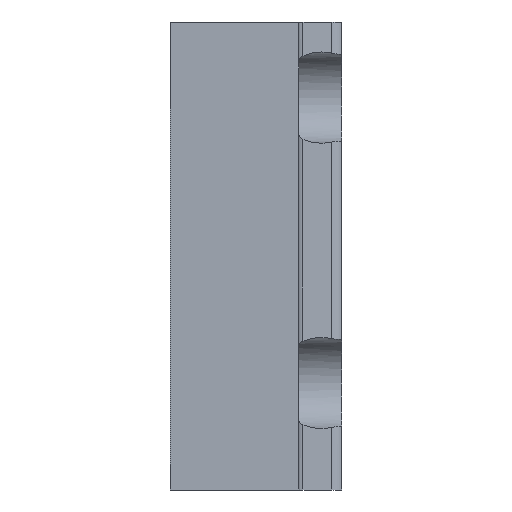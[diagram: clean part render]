
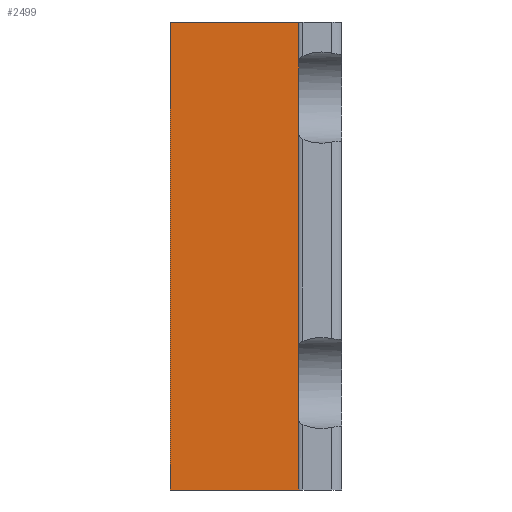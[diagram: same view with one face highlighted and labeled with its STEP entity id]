
A CAD part, left-side view. The second image highlights one B-rep face of the part: STEP entity #2499.
In plain terms, the highlighted planar face has unit normal (-1, 0, 0).
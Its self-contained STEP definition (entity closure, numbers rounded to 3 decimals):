
#22 = VERTEX_POINT('',#23);
#23 = CARTESIAN_POINT('',(-12.,0.,-0.2));
#32 = PLANE('',#33);
#33 = AXIS2_PLACEMENT_3D('',#34,#35,#36);
#34 = CARTESIAN_POINT('',(-12.,0.,-0.2));
#35 = DIRECTION('',(0.,0.,1.));
#36 = DIRECTION('',(1.,0.,0.));
#44 = PLANE('',#45);
#45 = AXIS2_PLACEMENT_3D('',#46,#47,#48);
#46 = CARTESIAN_POINT('',(-12.,0.,-0.2));
#47 = DIRECTION('',(0.,-1.,0.));
#48 = DIRECTION('',(0.,0.,-1.));
#56 = EDGE_CURVE('',#22,#57,#59,.T.);
#57 = VERTEX_POINT('',#58);
#58 = CARTESIAN_POINT('',(-12.,-9.,-0.2));
#59 = SURFACE_CURVE('',#60,(#64,#71),.PCURVE_S1.);
#60 = LINE('',#61,#62);
#61 = CARTESIAN_POINT('',(-12.,0.,-0.2));
#62 = VECTOR('',#63,1.);
#63 = DIRECTION('',(0.,-1.,0.));
#64 = PCURVE('',#32,#65);
#65 = DEFINITIONAL_REPRESENTATION('',(#66),#70);
#66 = LINE('',#67,#68);
#67 = CARTESIAN_POINT('',(0.,0.));
#68 = VECTOR('',#69,1.);
#69 = DIRECTION('',(0.,-1.));
#70 = ( GEOMETRIC_REPRESENTATION_CONTEXT(2) 
PARAMETRIC_REPRESENTATION_CONTEXT() REPRESENTATION_CONTEXT('2D SPACE',''
  ) );
#71 = PCURVE('',#72,#77);
#72 = PLANE('',#73);
#73 = AXIS2_PLACEMENT_3D('',#74,#75,#76);
#74 = CARTESIAN_POINT('',(-12.,0.,-33.));
#75 = DIRECTION('',(-1.,0.,0.));
#76 = DIRECTION('',(0.,0.,1.));
#77 = DEFINITIONAL_REPRESENTATION('',(#78),#82);
#78 = LINE('',#79,#80);
#79 = CARTESIAN_POINT('',(32.8,0.));
#80 = VECTOR('',#81,1.);
#81 = DIRECTION('',(0.,-1.));
#82 = ( GEOMETRIC_REPRESENTATION_CONTEXT(2) 
PARAMETRIC_REPRESENTATION_CONTEXT() REPRESENTATION_CONTEXT('2D SPACE',''
  ) );
#101 = CYLINDRICAL_SURFACE('',#102,1.);
#102 = AXIS2_PLACEMENT_3D('',#103,#104,#105);
#103 = CARTESIAN_POINT('',(-12.,-10.,-0.2));
#104 = DIRECTION('',(0.,0.,1.));
#105 = DIRECTION('',(-1.,0.,0.));
#375 = EDGE_CURVE('',#376,#22,#378,.T.);
#376 = VERTEX_POINT('',#377);
#377 = CARTESIAN_POINT('',(-12.,0.,-33.));
#378 = SURFACE_CURVE('',#379,(#383,#390),.PCURVE_S1.);
#379 = LINE('',#380,#381);
#380 = CARTESIAN_POINT('',(-12.,0.,-33.));
#381 = VECTOR('',#382,1.);
#382 = DIRECTION('',(0.,0.,1.));
#383 = PCURVE('',#44,#384);
#384 = DEFINITIONAL_REPRESENTATION('',(#385),#389);
#385 = LINE('',#386,#387);
#386 = CARTESIAN_POINT('',(32.8,0.));
#387 = VECTOR('',#388,1.);
#388 = DIRECTION('',(-1.,0.));
#389 = ( GEOMETRIC_REPRESENTATION_CONTEXT(2) 
PARAMETRIC_REPRESENTATION_CONTEXT() REPRESENTATION_CONTEXT('2D SPACE',''
  ) );
#390 = PCURVE('',#72,#391);
#391 = DEFINITIONAL_REPRESENTATION('',(#392),#396);
#392 = LINE('',#393,#394);
#393 = CARTESIAN_POINT('',(0.,-0.));
#394 = VECTOR('',#395,1.);
#395 = DIRECTION('',(1.,0.));
#396 = ( GEOMETRIC_REPRESENTATION_CONTEXT(2) 
PARAMETRIC_REPRESENTATION_CONTEXT() REPRESENTATION_CONTEXT('2D SPACE',''
  ) );
#414 = PLANE('',#415);
#415 = AXIS2_PLACEMENT_3D('',#416,#417,#418);
#416 = CARTESIAN_POINT('',(12.,0.,-33.));
#417 = DIRECTION('',(0.,0.,-1.));
#418 = DIRECTION('',(-1.,0.,0.));
#2379 = VERTEX_POINT('',#2380);
#2380 = CARTESIAN_POINT('',(-12.,-9.,-3.002));
#2479 = EDGE_CURVE('',#57,#2379,#2480,.T.);
#2480 = SURFACE_CURVE('',#2481,(#2485,#2492),.PCURVE_S1.);
#2481 = LINE('',#2482,#2483);
#2482 = CARTESIAN_POINT('',(-12.,-9.,-0.2));
#2483 = VECTOR('',#2484,1.);
#2484 = DIRECTION('',(0.,0.,-1.));
#2485 = PCURVE('',#101,#2486);
#2486 = DEFINITIONAL_REPRESENTATION('',(#2487),#2491);
#2487 = LINE('',#2488,#2489);
#2488 = CARTESIAN_POINT('',(4.712,0.));
#2489 = VECTOR('',#2490,1.);
#2490 = DIRECTION('',(0.,-1.));
#2491 = ( GEOMETRIC_REPRESENTATION_CONTEXT(2) 
PARAMETRIC_REPRESENTATION_CONTEXT() REPRESENTATION_CONTEXT('2D SPACE',''
  ) );
#2492 = PCURVE('',#72,#2493);
#2493 = DEFINITIONAL_REPRESENTATION('',(#2494),#2498);
#2494 = LINE('',#2495,#2496);
#2495 = CARTESIAN_POINT('',(32.8,-9.));
#2496 = VECTOR('',#2497,1.);
#2497 = DIRECTION('',(-1.,0.));
#2498 = ( GEOMETRIC_REPRESENTATION_CONTEXT(2) 
PARAMETRIC_REPRESENTATION_CONTEXT() REPRESENTATION_CONTEXT('2D SPACE',''
  ) );
#2499 = ADVANCED_FACE('',(#2500),#72,.T.);
#2500 = FACE_BOUND('',#2501,.T.);
#2501 = EDGE_LOOP('',(#2502,#2503,#2526,#2554,#2582,#2610,#2636,#2637));
#2502 = ORIENTED_EDGE('',*,*,#375,.F.);
#2503 = ORIENTED_EDGE('',*,*,#2504,.T.);
#2504 = EDGE_CURVE('',#376,#2505,#2507,.T.);
#2505 = VERTEX_POINT('',#2506);
#2506 = CARTESIAN_POINT('',(-12.,-9.,-33.));
#2507 = SURFACE_CURVE('',#2508,(#2512,#2519),.PCURVE_S1.);
#2508 = LINE('',#2509,#2510);
#2509 = CARTESIAN_POINT('',(-12.,0.,-33.));
#2510 = VECTOR('',#2511,1.);
#2511 = DIRECTION('',(0.,-1.,0.));
#2512 = PCURVE('',#72,#2513);
#2513 = DEFINITIONAL_REPRESENTATION('',(#2514),#2518);
#2514 = LINE('',#2515,#2516);
#2515 = CARTESIAN_POINT('',(0.,-0.));
#2516 = VECTOR('',#2517,1.);
#2517 = DIRECTION('',(0.,-1.));
#2518 = ( GEOMETRIC_REPRESENTATION_CONTEXT(2) 
PARAMETRIC_REPRESENTATION_CONTEXT() REPRESENTATION_CONTEXT('2D SPACE',''
  ) );
#2519 = PCURVE('',#414,#2520);
#2520 = DEFINITIONAL_REPRESENTATION('',(#2521),#2525);
#2521 = LINE('',#2522,#2523);
#2522 = CARTESIAN_POINT('',(24.,0.));
#2523 = VECTOR('',#2524,1.);
#2524 = DIRECTION('',(0.,-1.));
#2525 = ( GEOMETRIC_REPRESENTATION_CONTEXT(2) 
PARAMETRIC_REPRESENTATION_CONTEXT() REPRESENTATION_CONTEXT('2D SPACE',''
  ) );
#2526 = ORIENTED_EDGE('',*,*,#2527,.F.);
#2527 = EDGE_CURVE('',#2528,#2505,#2530,.T.);
#2528 = VERTEX_POINT('',#2529);
#2529 = CARTESIAN_POINT('',(-12.,-9.,-27.998));
#2530 = SURFACE_CURVE('',#2531,(#2535,#2542),.PCURVE_S1.);
#2531 = LINE('',#2532,#2533);
#2532 = CARTESIAN_POINT('',(-12.,-9.,-0.2));
#2533 = VECTOR('',#2534,1.);
#2534 = DIRECTION('',(0.,0.,-1.));
#2535 = PCURVE('',#72,#2536);
#2536 = DEFINITIONAL_REPRESENTATION('',(#2537),#2541);
#2537 = LINE('',#2538,#2539);
#2538 = CARTESIAN_POINT('',(32.8,-9.));
#2539 = VECTOR('',#2540,1.);
#2540 = DIRECTION('',(-1.,0.));
#2541 = ( GEOMETRIC_REPRESENTATION_CONTEXT(2) 
PARAMETRIC_REPRESENTATION_CONTEXT() REPRESENTATION_CONTEXT('2D SPACE',''
  ) );
#2542 = PCURVE('',#2543,#2548);
#2543 = CYLINDRICAL_SURFACE('',#2544,1.);
#2544 = AXIS2_PLACEMENT_3D('',#2545,#2546,#2547);
#2545 = CARTESIAN_POINT('',(-12.,-10.,-0.2));
#2546 = DIRECTION('',(0.,0.,1.));
#2547 = DIRECTION('',(-1.,0.,0.));
#2548 = DEFINITIONAL_REPRESENTATION('',(#2549),#2553);
#2549 = LINE('',#2550,#2551);
#2550 = CARTESIAN_POINT('',(4.712,0.));
#2551 = VECTOR('',#2552,1.);
#2552 = DIRECTION('',(0.,-1.));
#2553 = ( GEOMETRIC_REPRESENTATION_CONTEXT(2) 
PARAMETRIC_REPRESENTATION_CONTEXT() REPRESENTATION_CONTEXT('2D SPACE',''
  ) );
#2554 = ORIENTED_EDGE('',*,*,#2555,.F.);
#2555 = EDGE_CURVE('',#2556,#2528,#2558,.T.);
#2556 = VERTEX_POINT('',#2557);
#2557 = CARTESIAN_POINT('',(-12.,-9.,-23.002));
#2558 = SURFACE_CURVE('',#2559,(#2563,#2570),.PCURVE_S1.);
#2559 = LINE('',#2560,#2561);
#2560 = CARTESIAN_POINT('',(-12.,-9.,-0.2));
#2561 = VECTOR('',#2562,1.);
#2562 = DIRECTION('',(0.,0.,-1.));
#2563 = PCURVE('',#72,#2564);
#2564 = DEFINITIONAL_REPRESENTATION('',(#2565),#2569);
#2565 = LINE('',#2566,#2567);
#2566 = CARTESIAN_POINT('',(32.8,-9.));
#2567 = VECTOR('',#2568,1.);
#2568 = DIRECTION('',(-1.,0.));
#2569 = ( GEOMETRIC_REPRESENTATION_CONTEXT(2) 
PARAMETRIC_REPRESENTATION_CONTEXT() REPRESENTATION_CONTEXT('2D SPACE',''
  ) );
#2570 = PCURVE('',#2571,#2576);
#2571 = PLANE('',#2572);
#2572 = AXIS2_PLACEMENT_3D('',#2573,#2574,#2575);
#2573 = CARTESIAN_POINT('',(-6.8,-9.,-25.5));
#2574 = DIRECTION('',(0.,1.,0.));
#2575 = DIRECTION('',(0.,0.,1.));
#2576 = DEFINITIONAL_REPRESENTATION('',(#2577),#2581);
#2577 = LINE('',#2578,#2579);
#2578 = CARTESIAN_POINT('',(25.3,-5.2));
#2579 = VECTOR('',#2580,1.);
#2580 = DIRECTION('',(-1.,0.));
#2581 = ( GEOMETRIC_REPRESENTATION_CONTEXT(2) 
PARAMETRIC_REPRESENTATION_CONTEXT() REPRESENTATION_CONTEXT('2D SPACE',''
  ) );
#2582 = ORIENTED_EDGE('',*,*,#2583,.F.);
#2583 = EDGE_CURVE('',#2584,#2556,#2586,.T.);
#2584 = VERTEX_POINT('',#2585);
#2585 = CARTESIAN_POINT('',(-12.,-9.,-7.998));
#2586 = SURFACE_CURVE('',#2587,(#2591,#2598),.PCURVE_S1.);
#2587 = LINE('',#2588,#2589);
#2588 = CARTESIAN_POINT('',(-12.,-9.,-0.2));
#2589 = VECTOR('',#2590,1.);
#2590 = DIRECTION('',(0.,0.,-1.));
#2591 = PCURVE('',#72,#2592);
#2592 = DEFINITIONAL_REPRESENTATION('',(#2593),#2597);
#2593 = LINE('',#2594,#2595);
#2594 = CARTESIAN_POINT('',(32.8,-9.));
#2595 = VECTOR('',#2596,1.);
#2596 = DIRECTION('',(-1.,0.));
#2597 = ( GEOMETRIC_REPRESENTATION_CONTEXT(2) 
PARAMETRIC_REPRESENTATION_CONTEXT() REPRESENTATION_CONTEXT('2D SPACE',''
  ) );
#2598 = PCURVE('',#2599,#2604);
#2599 = CYLINDRICAL_SURFACE('',#2600,1.);
#2600 = AXIS2_PLACEMENT_3D('',#2601,#2602,#2603);
#2601 = CARTESIAN_POINT('',(-12.,-10.,-0.2));
#2602 = DIRECTION('',(0.,0.,1.));
#2603 = DIRECTION('',(-1.,0.,0.));
#2604 = DEFINITIONAL_REPRESENTATION('',(#2605),#2609);
#2605 = LINE('',#2606,#2607);
#2606 = CARTESIAN_POINT('',(4.712,0.));
#2607 = VECTOR('',#2608,1.);
#2608 = DIRECTION('',(0.,-1.));
#2609 = ( GEOMETRIC_REPRESENTATION_CONTEXT(2) 
PARAMETRIC_REPRESENTATION_CONTEXT() REPRESENTATION_CONTEXT('2D SPACE',''
  ) );
#2610 = ORIENTED_EDGE('',*,*,#2611,.F.);
#2611 = EDGE_CURVE('',#2379,#2584,#2612,.T.);
#2612 = SURFACE_CURVE('',#2613,(#2617,#2624),.PCURVE_S1.);
#2613 = LINE('',#2614,#2615);
#2614 = CARTESIAN_POINT('',(-12.,-9.,-0.2));
#2615 = VECTOR('',#2616,1.);
#2616 = DIRECTION('',(0.,0.,-1.));
#2617 = PCURVE('',#72,#2618);
#2618 = DEFINITIONAL_REPRESENTATION('',(#2619),#2623);
#2619 = LINE('',#2620,#2621);
#2620 = CARTESIAN_POINT('',(32.8,-9.));
#2621 = VECTOR('',#2622,1.);
#2622 = DIRECTION('',(-1.,0.));
#2623 = ( GEOMETRIC_REPRESENTATION_CONTEXT(2) 
PARAMETRIC_REPRESENTATION_CONTEXT() REPRESENTATION_CONTEXT('2D SPACE',''
  ) );
#2624 = PCURVE('',#2625,#2630);
#2625 = PLANE('',#2626);
#2626 = AXIS2_PLACEMENT_3D('',#2627,#2628,#2629);
#2627 = CARTESIAN_POINT('',(-6.8,-9.,-5.5));
#2628 = DIRECTION('',(0.,1.,0.));
#2629 = DIRECTION('',(0.,0.,1.));
#2630 = DEFINITIONAL_REPRESENTATION('',(#2631),#2635);
#2631 = LINE('',#2632,#2633);
#2632 = CARTESIAN_POINT('',(5.3,-5.2));
#2633 = VECTOR('',#2634,1.);
#2634 = DIRECTION('',(-1.,0.));
#2635 = ( GEOMETRIC_REPRESENTATION_CONTEXT(2) 
PARAMETRIC_REPRESENTATION_CONTEXT() REPRESENTATION_CONTEXT('2D SPACE',''
  ) );
#2636 = ORIENTED_EDGE('',*,*,#2479,.F.);
#2637 = ORIENTED_EDGE('',*,*,#56,.F.);
